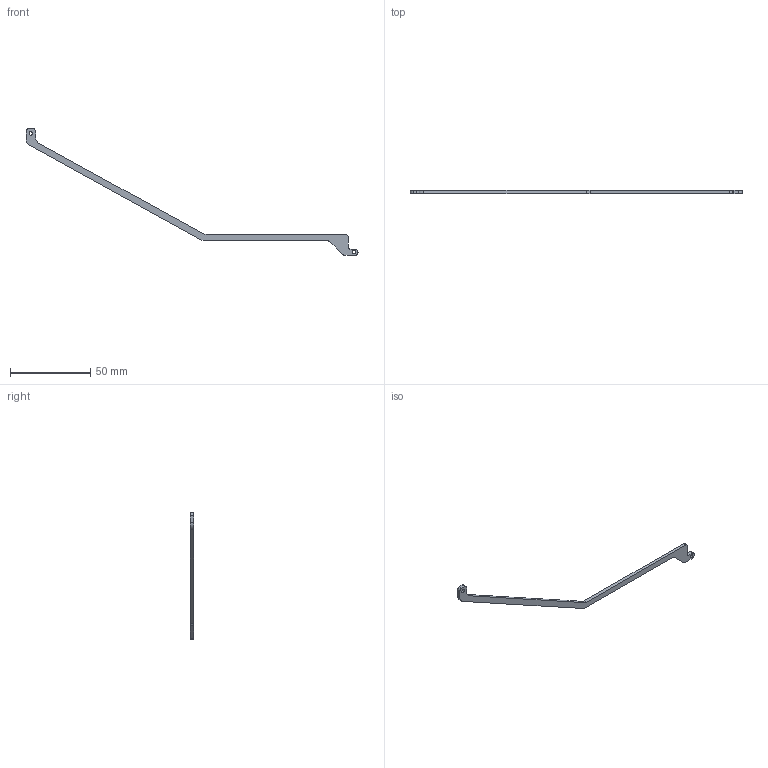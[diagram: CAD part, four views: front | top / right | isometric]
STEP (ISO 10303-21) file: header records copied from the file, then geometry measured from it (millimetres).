
FILE_DESCRIPTION(('CATIA V5 STEP Exchange'),'2;1');
FILE_NAME('Main support 2.stp','2024-11-23T09:42:18+00:00',('none'),('none'),'CATIA Version 5 Release 20 GA (IN-10)','CATIA V5 STEP AP203','none');
FILE_SCHEMA(('CONFIG_CONTROL_DESIGN'));
Length unit declared in the file: millimetre
Products named in the file (1): Ornithopter
Bounding box: 207 x 2 x 79.1 mm (x, y, z)
Volume: 1974.1 mm3; surface area: 2947 mm2
Topology: 1 solids, 1 shells, 29 faces, 81 edges, 54 vertices
Faces by surface type: cylinder 16, plane 13
Entity records: 955 total; most frequent: CARTESIAN_POINT 163, ORIENTED_EDGE 162, DIRECTION 135, EDGE_CURVE 81, AXIS2_PLACEMENT_3D 60, VERTEX_POINT 54, VECTOR 49, LINE 49
